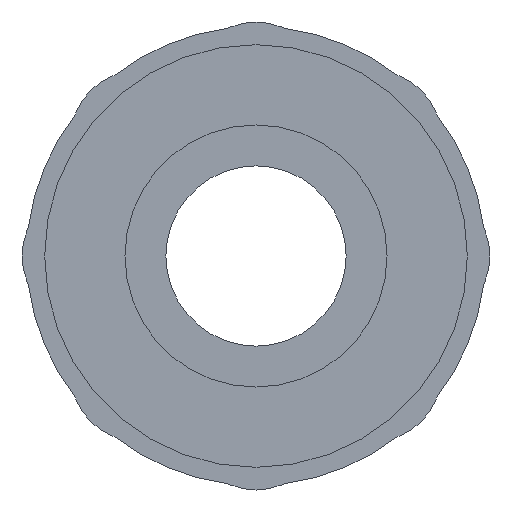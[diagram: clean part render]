
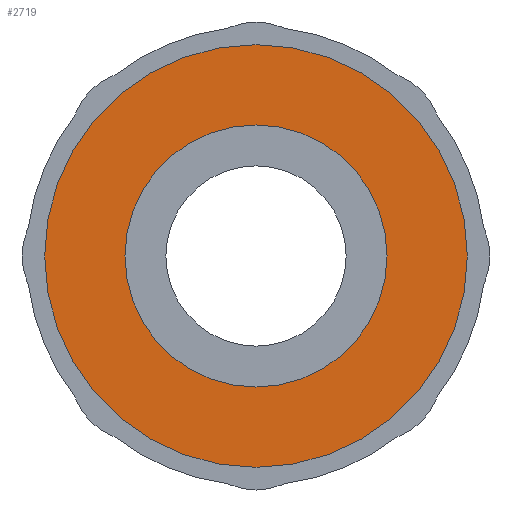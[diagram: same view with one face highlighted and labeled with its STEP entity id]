
A CAD part, front view. The second image highlights one B-rep face of the part: STEP entity #2719.
In plain terms, the highlighted planar face has unit normal (0, -1, 0).
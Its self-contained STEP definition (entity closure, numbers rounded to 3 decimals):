
#2685=CARTESIAN_POINT('',(6.45,21.8,0.0));
#2686=VERTEX_POINT('',#2685);
#2687=CARTESIAN_POINT('',(0.0,21.8,0.0));
#2688=DIRECTION('',(0.0,-1.0,0.0));
#2689=DIRECTION('',(1.0,0.0,0.0));
#2690=AXIS2_PLACEMENT_3D('',#2687,#2688,#2689);
#2691=CIRCLE('',#2690,6.45);
#2692=EDGE_CURVE('',#2686,#2686,#2691,.T.);
#2700=CARTESIAN_POINT('',(5.225,21.8,0.0));
#2701=DIRECTION('',(0.0,-1.0,0.0));
#2702=DIRECTION('',(0.0,0.0,-1.0));
#2703=AXIS2_PLACEMENT_3D('',#2700,#2701,#2702);
#2704=PLANE('',#2703);
#2705=ORIENTED_EDGE('',*,*,#2692,.T.);
#2706=EDGE_LOOP('',(#2705));
#2707=FACE_OUTER_BOUND('',#2706,.T.);
#2708=CARTESIAN_POINT('',(4.,21.8,0.0));
#2709=VERTEX_POINT('',#2708);
#2710=CARTESIAN_POINT('',(0.0,21.8,0.0));
#2711=DIRECTION('',(0.0,-1.0,0.0));
#2712=DIRECTION('',(1.0,0.0,0.0));
#2713=AXIS2_PLACEMENT_3D('',#2710,#2711,#2712);
#2714=CIRCLE('',#2713,4.);
#2715=EDGE_CURVE('',#2709,#2709,#2714,.T.);
#2716=ORIENTED_EDGE('',*,*,#2715,.F.);
#2717=EDGE_LOOP('',(#2716));
#2718=FACE_BOUND('',#2717,.T.);
#2719=ADVANCED_FACE('',(#2707,#2718),#2704,.T.);
